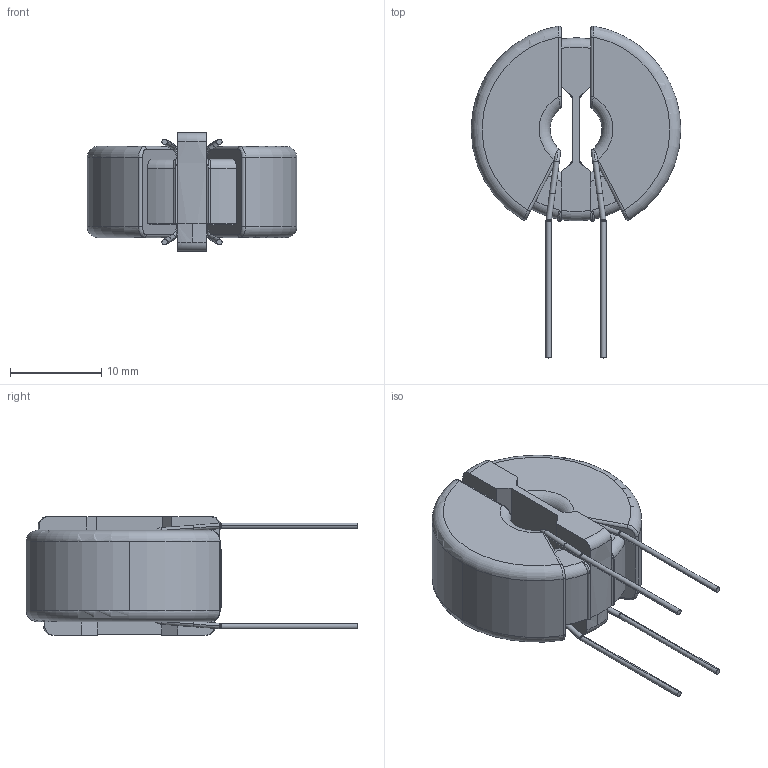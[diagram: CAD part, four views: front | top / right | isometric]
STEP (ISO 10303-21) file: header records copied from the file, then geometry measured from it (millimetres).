
FILE_DESCRIPTION (( 'STEP AP214' ), '1' );
FILE_NAME ('SC-02-101.STEP', '2019-01-30T02:13:44', ( '' ), ( '' ), 'SwSTEP 2.0', 'SolidWorks 2018', '' );
FILE_SCHEMA (( 'AUTOMOTIVE_DESIGN' ));
Length unit declared in the file: millimetre
Products named in the file (1): SC-02-101
Bounding box: 23 x 36.4 x 13 mm (x, y, z)
Volume: 3651.4 mm3; surface area: 2550.8 mm2
Topology: 1 solids, 1 shells, 276 faces, 745 edges, 472 vertices
Faces by surface type: plane 115, cylinder 81, bspline 46, torus 22, cone 12
Entity records: 18796 total; most frequent: CARTESIAN_POINT 9290, ORIENTED_EDGE 1490, DIRECTION 1213, EDGE_CURVE 745, VERTEX_POINT 472, AXIS2_PLACEMENT_3D 445, VECTOR 323, LINE 323
